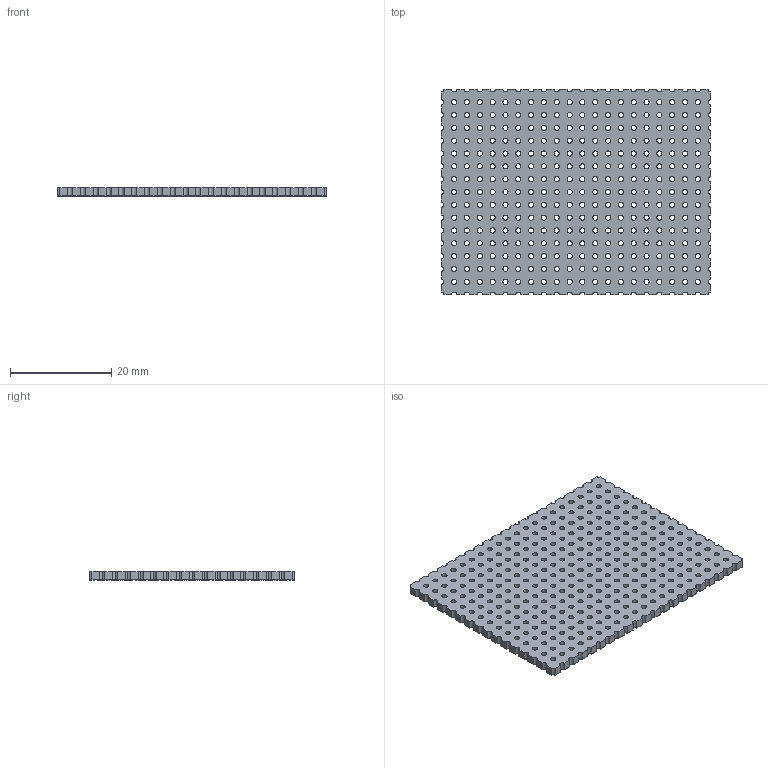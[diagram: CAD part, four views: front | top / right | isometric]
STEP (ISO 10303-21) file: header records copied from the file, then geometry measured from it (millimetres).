
FILE_DESCRIPTION(('FreeCAD Model'),'2;1');
FILE_NAME('Vero_20x30_StdExport.step','2019-06-27T22:47:52',('Author'),( ''),'Open CASCADE STEP processor 7.3','FreeCAD','Unknown');
FILE_SCHEMA(('AUTOMOTIVE_DESIGN { 1 0 10303 214 1 1 1 1 }'));
Length unit declared in the file: millimetre
Products named in the file (4): PartialCopperStripsClone; PartialCopperStrips; FullCopperStripsArray; VeroBoard
Bounding box: 53.34 x 40.64 x 1.64 mm (x, y, z)
Volume: 3079.2 mm3; surface area: 8654.4 mm2
Topology: 18 solids, 18 shells, 1026 faces, 2970 edges, 1980 vertices
Faces by surface type: cylinder 778, plane 248
Full cylindrical faces by diameter (mm): 1.02 x600
Entity records: 37164 total; most frequent: DIRECTION 6580, CARTESIAN_POINT 5977, ORIENTED_EDGE 5940, EDGE_CURVE 2970, AXIS2_PLACEMENT_3D 2583, FACE_BOUND 2226, EDGE_LOOP 2226, VERTEX_POINT 1980
